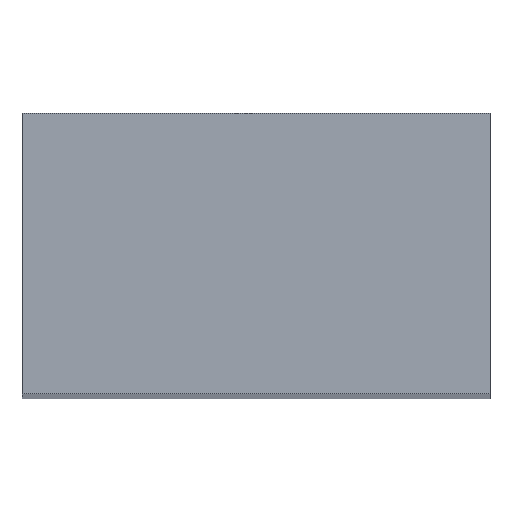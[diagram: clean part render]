
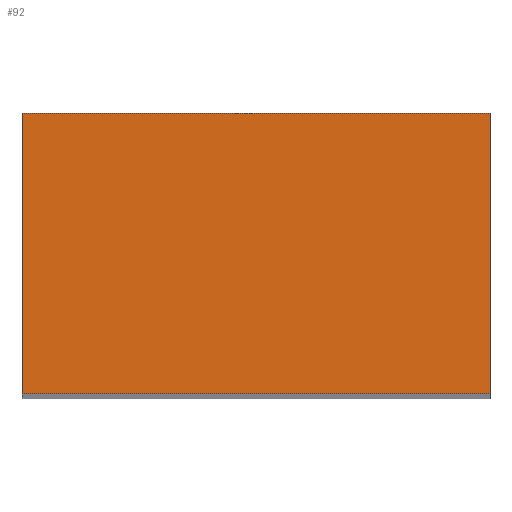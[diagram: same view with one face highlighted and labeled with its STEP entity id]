
A CAD part, top view. The second image highlights one B-rep face of the part: STEP entity #92.
In plain terms, the highlighted planar face has unit normal (0, 0, 1).
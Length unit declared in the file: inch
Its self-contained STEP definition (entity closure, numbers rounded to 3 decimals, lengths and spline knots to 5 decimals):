
#1 = EDGE_CURVE ( 'NONE', #90, #159, #153, .T. ) ;
#4 = EDGE_CURVE ( 'NONE', #187, #90, #16, .T. ) ;
#16 = LINE ( 'NONE', #176, #160 ) ;
#24 = FACE_OUTER_BOUND ( 'NONE', #37, .T. ) ;
#30 = LINE ( 'NONE', #36, #94 ) ;
#36 = CARTESIAN_POINT ( 'NONE',  ( 1.25, -0.75, 7.5 ) ) ;
#37 = EDGE_LOOP ( 'NONE', ( #144, #129, #166, #95 ) ) ;
#40 = DIRECTION ( 'NONE',  ( 0., -1., 0. ) ) ;
#44 = CARTESIAN_POINT ( 'NONE',  ( 1.25, 0.75, 7.5 ) ) ;
#56 = CARTESIAN_POINT ( 'NONE',  ( -1.25, -0.75, 7.5 ) ) ;
#67 = VERTEX_POINT ( 'NONE', #56 ) ;
#74 = EDGE_CURVE ( 'NONE', #159, #67, #104, .T. ) ;
#78 = DIRECTION ( 'NONE',  ( 0., 1., 0. ) ) ;
#79 = VECTOR ( 'NONE', #40, 39.37008 ) ;
#86 = DIRECTION ( 'NONE',  ( 1., 0., 0. ) ) ;
#90 = VERTEX_POINT ( 'NONE', #107 ) ;
#92 = ADVANCED_FACE ( 'NONE', ( #24 ), #118, .T. ) ;
#94 = VECTOR ( 'NONE', #86, 39.37008 ) ;
#95 = ORIENTED_EDGE ( 'NONE', *, *, #1, .T. ) ;
#104 = LINE ( 'NONE', #180, #79 ) ;
#107 = CARTESIAN_POINT ( 'NONE',  ( 1.25, 0.75, 7.5 ) ) ;
#111 = CARTESIAN_POINT ( 'NONE',  ( -1.25, 0.75, 7.5 ) ) ;
#118 = PLANE ( 'NONE',  #121 ) ;
#121 = AXIS2_PLACEMENT_3D ( 'NONE', #179, #189, #167 ) ;
#129 = ORIENTED_EDGE ( 'NONE', *, *, #183, .T. ) ;
#141 = CARTESIAN_POINT ( 'NONE',  ( 1.25, -0.75, 7.5 ) ) ;
#144 = ORIENTED_EDGE ( 'NONE', *, *, #74, .T. ) ;
#152 = DIRECTION ( 'NONE',  ( -1., 0., 0. ) ) ;
#153 = LINE ( 'NONE', #44, #191 ) ;
#159 = VERTEX_POINT ( 'NONE', #111 ) ;
#160 = VECTOR ( 'NONE', #78, 39.37008 ) ;
#166 = ORIENTED_EDGE ( 'NONE', *, *, #4, .T. ) ;
#167 = DIRECTION ( 'NONE',  ( 1., 0., 0. ) ) ;
#176 = CARTESIAN_POINT ( 'NONE',  ( 1.25, -0.75, 7.5 ) ) ;
#179 = CARTESIAN_POINT ( 'NONE',  ( 0., 0., 7.5 ) ) ;
#180 = CARTESIAN_POINT ( 'NONE',  ( -1.25, -0.75, 7.5 ) ) ;
#183 = EDGE_CURVE ( 'NONE', #67, #187, #30, .T. ) ;
#187 = VERTEX_POINT ( 'NONE', #141 ) ;
#189 = DIRECTION ( 'NONE',  ( 0., 0., 1. ) ) ;
#191 = VECTOR ( 'NONE', #152, 39.37008 ) ;
